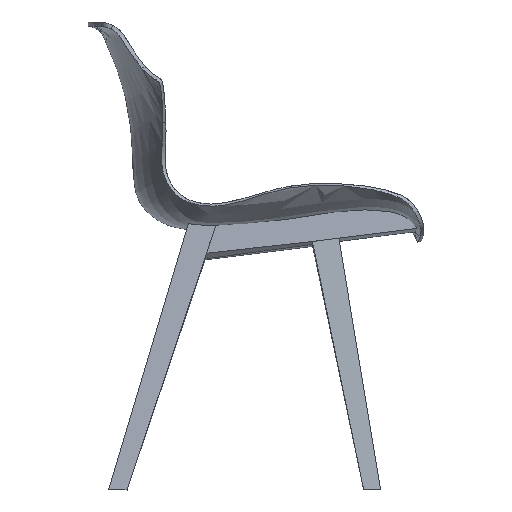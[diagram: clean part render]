
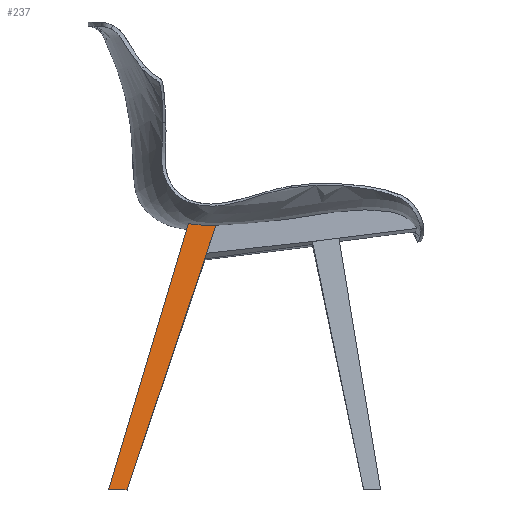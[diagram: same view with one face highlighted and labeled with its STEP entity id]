
A CAD part, left-side view. The second image highlights one B-rep face of the part: STEP entity #237.
In plain terms, the highlighted planar face has unit normal (-0.995, -0.002, 0.101).
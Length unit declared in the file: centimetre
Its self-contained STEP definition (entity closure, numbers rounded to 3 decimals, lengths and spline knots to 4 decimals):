
#237=ADVANCED_FACE('',(#332),#1510,.T.);
#332=FACE_OUTER_BOUND('',#427,.T.);
#427=EDGE_LOOP('',(#787,#788,#789,#790));
#787=ORIENTED_EDGE('',*,*,#1057,.F.);
#788=ORIENTED_EDGE('',*,*,#1059,.T.);
#789=ORIENTED_EDGE('',*,*,#1063,.F.);
#790=ORIENTED_EDGE('',*,*,#1054,.F.);
#1054=EDGE_CURVE('',#1438,#1439,#1275,.T.);
#1057=EDGE_CURVE('',#1440,#1438,#1278,.T.);
#1059=EDGE_CURVE('',#1440,#1441,#1280,.T.);
#1063=EDGE_CURVE('',#1439,#1441,#1284,.T.);
#1275=B_SPLINE_CURVE_WITH_KNOTS('',3,(#155059,#155060,#155061,#155062,#155063,
#155064,#155065,#155066,#155067,#155068,#155069,#155070,#155071,#155072,
#155073,#155074,#155075,#155076,#155077,#155078,#155079,#155080,#155081,
#155082,#155083,#155084,#155085,#155086,#155087,#155088,#155089,#155090,
#155091,#155092,#155093,#155094),.UNSPECIFIED.,.F.,.F.,(4,3,3,3,3,3,3,3,
3,2,2,2,2,4),(0.4419,1.0858,4.5879,8.0613,
11.3939,14.5925,17.7674,20.9305,27.1653,
30.2531,33.3307,36.4049,39.478,45.618),
 .UNSPECIFIED.);
#1278=B_SPLINE_CURVE_WITH_KNOTS('',1,(#155114,#155115),.UNSPECIFIED.,.F.,
 .F.,(2,2),(-258.3256,199.926),.UNSPECIFIED.);
#1280=B_SPLINE_CURVE_WITH_KNOTS('',3,(#155120,#155121,#155122,#155123),
 .UNSPECIFIED.,.F.,.F.,(4,4),(9.988,40.1108),
 .UNSPECIFIED.);
#1284=B_SPLINE_CURVE_WITH_KNOTS('',1,(#155182,#155183,#155184),
 .UNSPECIFIED.,.F.,.F.,(2,1,2),(1.4382,49.9996,461.2482),
 .UNSPECIFIED.);
#1438=VERTEX_POINT('',#155018);
#1439=VERTEX_POINT('',#155019);
#1440=VERTEX_POINT('',#155020);
#1441=VERTEX_POINT('',#155021);
#1510=PLANE('',#1612);
#1612=AXIS2_PLACEMENT_3D('',#155009,#1682,$);
#1682=DIRECTION('',(-0.995,-0.002,0.101));
#155009=CARTESIAN_POINT('',(1.745,40.4094,-2.1504));
#155018=CARTESIAN_POINT('',(6.3987,31.4828,43.6923));
#155019=CARTESIAN_POINT('',(6.3788,26.9873,43.3884));
#155020=CARTESIAN_POINT('',(1.9523,44.5656,0.));
#155021=CARTESIAN_POINT('',(1.9595,41.5533,0.));
#155059=CARTESIAN_POINT('',(6.3987,31.4828,43.6923));
#155060=CARTESIAN_POINT('',(6.3982,31.4621,43.6864));
#155061=CARTESIAN_POINT('',(6.3976,31.4415,43.6807));
#155062=CARTESIAN_POINT('',(6.3971,31.4207,43.6751));
#155063=CARTESIAN_POINT('',(6.3943,31.3081,43.6448));
#155064=CARTESIAN_POINT('',(6.3919,31.1944,43.618));
#155065=CARTESIAN_POINT('',(6.3898,31.08,43.5949));
#155066=CARTESIAN_POINT('',(6.3878,30.9671,43.5721));
#155067=CARTESIAN_POINT('',(6.3861,30.8518,43.5529));
#155068=CARTESIAN_POINT('',(6.3848,30.7377,43.537));
#155069=CARTESIAN_POINT('',(6.3835,30.6273,43.5217));
#155070=CARTESIAN_POINT('',(6.3825,30.5177,43.5093));
#155071=CARTESIAN_POINT('',(6.3817,30.4068,43.4985));
#155072=CARTESIAN_POINT('',(6.3809,30.2998,43.488));
#155073=CARTESIAN_POINT('',(6.3803,30.1952,43.4791));
#155074=CARTESIAN_POINT('',(6.3797,30.0881,43.4708));
#155075=CARTESIAN_POINT('',(6.3791,29.9826,43.4626));
#155076=CARTESIAN_POINT('',(6.3786,29.877,43.4553));
#155077=CARTESIAN_POINT('',(6.3782,29.7714,43.449));
#155078=CARTESIAN_POINT('',(6.3778,29.6661,43.4426));
#155079=CARTESIAN_POINT('',(6.3776,29.5608,43.4372));
#155080=CARTESIAN_POINT('',(6.3773,29.4555,43.4325));
#155081=CARTESIAN_POINT('',(6.3769,29.2472,43.4233));
#155082=CARTESIAN_POINT('',(6.3768,29.0408,43.417));
#155083=CARTESIAN_POINT('',(6.3767,28.8324,43.4119));
#155084=CARTESIAN_POINT('',(6.3767,28.7295,43.4093));
#155085=CARTESIAN_POINT('',(6.3768,28.6266,43.4071));
#155086=CARTESIAN_POINT('',(6.3769,28.4211,43.4031));
#155087=CARTESIAN_POINT('',(6.3769,28.3185,43.4013));
#155088=CARTESIAN_POINT('',(6.3771,28.1135,43.3981));
#155089=CARTESIAN_POINT('',(6.3772,28.011,43.3966));
#155090=CARTESIAN_POINT('',(6.3774,27.8062,43.3941));
#155091=CARTESIAN_POINT('',(6.3776,27.7037,43.3929));
#155092=CARTESIAN_POINT('',(6.378,27.3966,43.39));
#155093=CARTESIAN_POINT('',(6.3784,27.192,43.3888));
#155094=CARTESIAN_POINT('',(6.3788,26.9873,43.3884));
#155114=CARTESIAN_POINT('',(1.9523,44.5656,0.));
#155115=CARTESIAN_POINT('',(6.3987,31.4828,43.6923));
#155120=CARTESIAN_POINT('',(1.9523,44.5656,0.));
#155121=CARTESIAN_POINT('',(1.9547,43.5615,0.));
#155122=CARTESIAN_POINT('',(1.9571,42.5574,0.));
#155123=CARTESIAN_POINT('',(1.9595,41.5533,0.));
#155182=CARTESIAN_POINT('',(6.3788,26.9873,43.3884));
#155183=CARTESIAN_POINT('',(5.9121,28.5256,38.8061));
#155184=CARTESIAN_POINT('',(1.9595,41.5533,0.));
